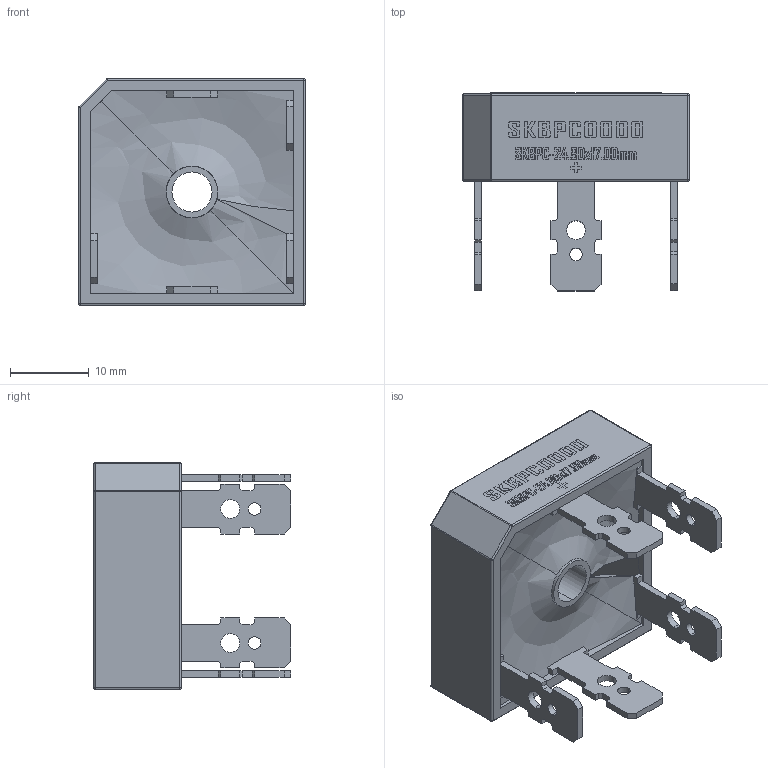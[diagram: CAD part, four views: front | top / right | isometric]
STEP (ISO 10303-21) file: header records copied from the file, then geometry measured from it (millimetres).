
FILE_DESCRIPTION (( 'STEP AP214' ), '1' );
FILE_NAME ('SKBPC___Max_Size__.STEP', '2023-03-09T19:03:34', ( '' ), ( '' ), 'SwSTEP 2.0', 'SolidWorks 2020', '' );
FILE_SCHEMA (( 'AUTOMOTIVE_DESIGN' ));
Length unit declared in the file: millimetre
Products named in the file (1): SKBPC___Max_Size__
Bounding box: 28.8 x 25.1 x 28.8 mm (x, y, z)
Volume: 8452.9 mm3; surface area: 4061.3 mm2
Topology: 1 solids, 1 shells, 678 faces, 1849 edges, 1215 vertices
Faces by surface type: plane 529, bspline 86, cylinder 47, sphere 10, cone 6
Entity records: 30579 total; most frequent: CARTESIAN_POINT 7177, ORIENTED_EDGE 3678, DIRECTION 2903, EDGE_CURVE 1839, VECTOR 1537, LINE 1537, VERTEX_POINT 1215, EDGE_LOOP 752
